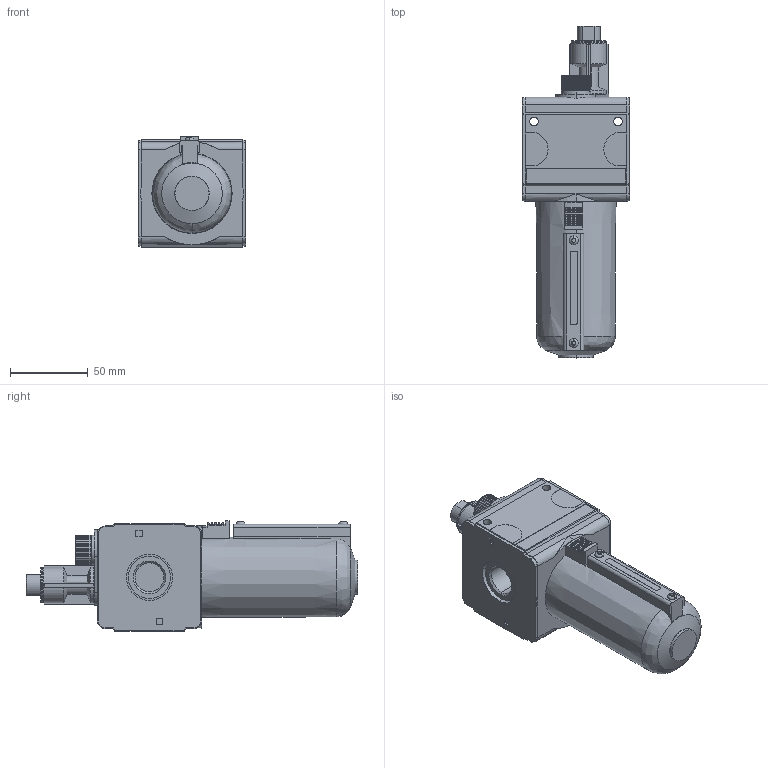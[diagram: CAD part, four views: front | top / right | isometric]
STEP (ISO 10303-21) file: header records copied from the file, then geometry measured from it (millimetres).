
FILE_DESCRIPTION (( 'STEP AP214' ), '1' );
FILE_NAME ('KN-L33_H.STEP', '2017-11-23T11:09:48', ( '' ), ( '' ), 'SwSTEP 2.0', 'SolidWorks 2017', '' );
FILE_SCHEMA (( 'AUTOMOTIVE_DESIGN' ));
Length unit declared in the file: millimetre
Products named in the file (1): KN-L33_H
Bounding box: 68.8 x 213.3 x 70.9 mm (x, y, z)
Volume: 522367 mm3; surface area: 61293.6 mm2
Topology: 2 solids, 2 shells, 468 faces, 1279 edges, 847 vertices
Faces by surface type: plane 235, cylinder 151, bspline 50, cone 28, torus 4
Entity records: 21463 total; most frequent: CARTESIAN_POINT 4445, ORIENTED_EDGE 2558, DIRECTION 2440, EDGE_CURVE 1279, AXIS2_PLACEMENT_3D 883, VERTEX_POINT 847, LINE 674, VECTOR 674
